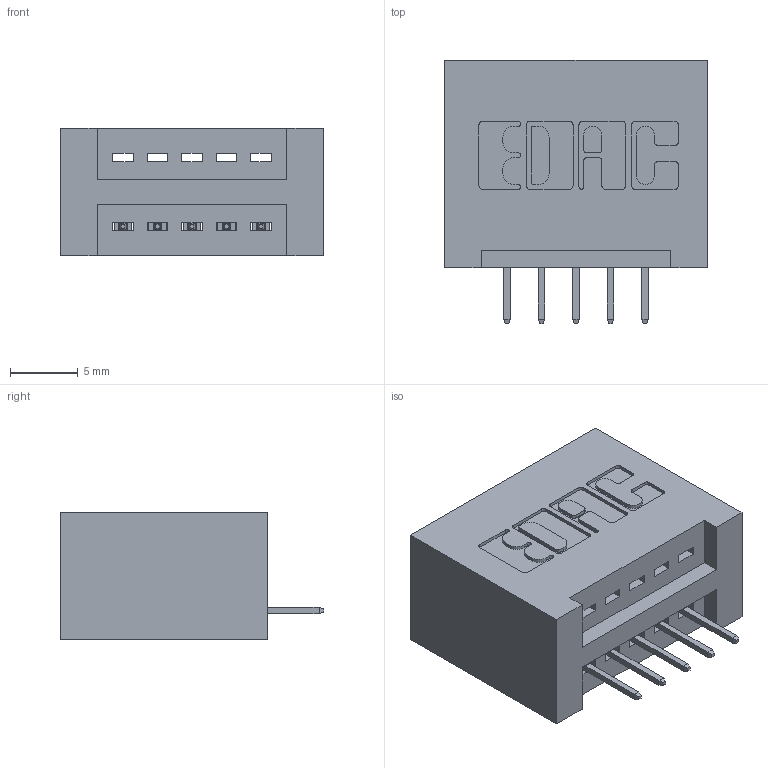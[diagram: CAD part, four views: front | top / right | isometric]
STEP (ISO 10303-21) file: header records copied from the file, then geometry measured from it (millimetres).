
FILE_DESCRIPTION (( 'STEP AP203' ), '1' );
FILE_NAME ('395-005-524-101.STEP', '2018-10-23T17:50:46', ( '' ), ( '' ), 'SwSTEP 2.0', 'SolidWorks 2016', '' );
FILE_SCHEMA (( 'CONFIG_CONTROL_DESIGN' ));
Length unit declared in the file: inch
Products named in the file (3): 395-005-524-101; 345-292-001_345-293-124; 345 Part_No Mounting Lugs
Assembly tree (6 placements, depth 2):
  395-005-524-101
    345 Part_No Mounting Lugs
    345-292-001_345-293-124  x5
Bounding box: 19.3 x 19.35 x 9.4 mm (x, y, z)
Volume: 2095 mm3; surface area: 2408.2 mm2
Topology: 6 solids, 6 shells, 428 faces, 1217 edges, 790 vertices
Faces by surface type: plane 306, cylinder 122
Entity records: 8541 total; most frequent: CARTESIAN_POINT 1487, ORIENTED_EDGE 1426, DIRECTION 1347, EDGE_CURVE 713, VECTOR 573, LINE 573, VERTEX_POINT 470, AXIS2_PLACEMENT_3D 387
